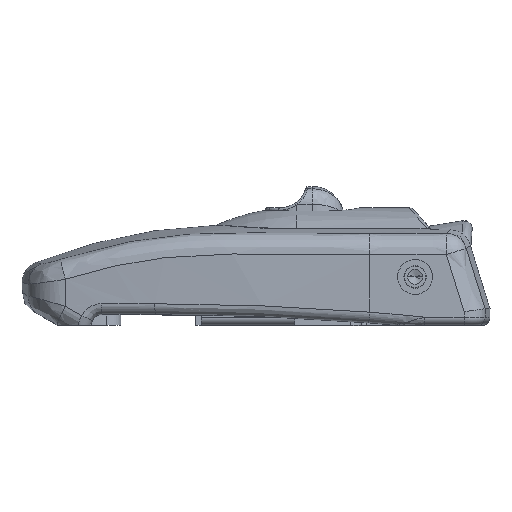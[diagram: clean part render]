
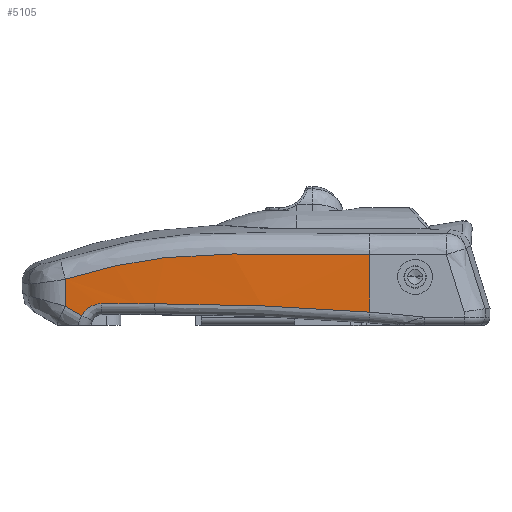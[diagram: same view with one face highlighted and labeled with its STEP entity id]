
A CAD part, top view. The second image highlights one B-rep face of the part: STEP entity #5105.
In plain terms, the highlighted cylindrical face has radius 500 mm (diameter 1000 mm), a partial arc.
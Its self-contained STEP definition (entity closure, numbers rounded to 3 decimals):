
#1028 = CIRCLE ( 'NONE', #1031, 500. ) ;
#1031 = AXIS2_PLACEMENT_3D ( 'NONE', #1721, #1722, #1723 ) ;
#1032 = VECTOR ( 'NONE', #1731, 1000. ) ;
#1634 = CARTESIAN_POINT ( 'NONE',  ( -62.299, -7.224, 22.097 ) ) ;
#1635 = CARTESIAN_POINT ( 'NONE',  ( -62.132, -6.888, 22.115 ) ) ;
#1636 = CARTESIAN_POINT ( 'NONE',  ( -61.922, -6.583, 22.138 ) ) ;
#1637 = CARTESIAN_POINT ( 'NONE',  ( -61.546, -6.171, 22.178 ) ) ;
#1638 = CARTESIAN_POINT ( 'NONE',  ( -61.41, -6.041, 22.193 ) ) ;
#1639 = CARTESIAN_POINT ( 'NONE',  ( -61.124, -5.805, 22.223 ) ) ;
#1640 = CARTESIAN_POINT ( 'NONE',  ( -60.974, -5.697, 22.239 ) ) ;
#1641 = CARTESIAN_POINT ( 'NONE',  ( -60.502, -5.406, 22.289 ) ) ;
#1642 = CARTESIAN_POINT ( 'NONE',  ( -60.156, -5.254, 22.325 ) ) ;
#1643 = CARTESIAN_POINT ( 'NONE',  ( -59.446, -5.052, 22.398 ) ) ;
#1644 = CARTESIAN_POINT ( 'NONE',  ( -59.075, -5., 22.436 ) ) ;
#1645 = CARTESIAN_POINT ( 'NONE',  ( -58.701, -5., 22.473 ) ) ;
#1689 = CARTESIAN_POINT ( 'NONE',  ( -65.368, -5.482, 21.756 ) ) ;
#1690 = CARTESIAN_POINT ( 'NONE',  ( -64.345, -6.062, 21.873 ) ) ;
#1691 = CARTESIAN_POINT ( 'NONE',  ( -63.322, -6.643, 21.986 ) ) ;
#1692 = CARTESIAN_POINT ( 'NONE',  ( -62.299, -7.224, 22.097 ) ) ;
#1693 = CARTESIAN_POINT ( 'NONE',  ( -8.5, 4.212, 25. ) ) ;
#1694 = CARTESIAN_POINT ( 'NONE',  ( -13.308, 4.212, 25. ) ) ;
#1695 = CARTESIAN_POINT ( 'NONE',  ( -18.113, 4.222, 24.931 ) ) ;
#1696 = CARTESIAN_POINT ( 'NONE',  ( -25.319, 4.252, 24.723 ) ) ;
#1697 = CARTESIAN_POINT ( 'NONE',  ( -27.72, 4.264, 24.636 ) ) ;
#1698 = CARTESIAN_POINT ( 'NONE',  ( -31.321, 4.286, 24.48 ) ) ;
#1699 = CARTESIAN_POINT ( 'NONE',  ( -32.522, 4.294, 24.424 ) ) ;
#1700 = CARTESIAN_POINT ( 'NONE',  ( -34.322, 4.306, 24.333 ) ) ;
#1701 = CARTESIAN_POINT ( 'NONE',  ( -34.922, 4.311, 24.302 ) ) ;
#1702 = CARTESIAN_POINT ( 'NONE',  ( -36.122, 4.306, 24.237 ) ) ;
#1703 = CARTESIAN_POINT ( 'NONE',  ( -36.722, 4.299, 24.203 ) ) ;
#1704 = CARTESIAN_POINT ( 'NONE',  ( -42.119, 4.18, 23.892 ) ) ;
#1705 = CARTESIAN_POINT ( 'NONE',  ( -46.853, 3.732, 23.549 ) ) ;
#1706 = CARTESIAN_POINT ( 'NONE',  ( -56.202, 2.171, 22.741 ) ) ;
#1707 = CARTESIAN_POINT ( 'NONE',  ( -60.816, 1.057, 22.277 ) ) ;
#1708 = CARTESIAN_POINT ( 'NONE',  ( -65.368, -0.404, 21.756 ) ) ;
#1721 = CARTESIAN_POINT ( 'NONE',  ( -8.5, -5., -475. ) ) ;
#1722 = DIRECTION ( 'NONE',  ( 0., 1., 0. ) ) ;
#1723 = DIRECTION ( 'NONE',  ( 0., 0., 1. ) ) ;
#1724 = CARTESIAN_POINT ( 'NONE',  ( -48.661, -5., 23.384 ) ) ;
#1725 = CARTESIAN_POINT ( 'NONE',  ( -41.973, -4.997, 23.923 ) ) ;
#1726 = CARTESIAN_POINT ( 'NONE',  ( -35.275, -5.126, 24.328 ) ) ;
#1727 = CARTESIAN_POINT ( 'NONE',  ( -21.882, -5.651, 24.866 ) ) ;
#1728 = CARTESIAN_POINT ( 'NONE',  ( -15.189, -6.047, 25. ) ) ;
#1729 = CARTESIAN_POINT ( 'NONE',  ( -8.5, -6.576, 25. ) ) ;
#1730 = CARTESIAN_POINT ( 'NONE',  ( -65.368, 11., 21.756 ) ) ;
#1731 = DIRECTION ( 'NONE',  ( 0., -1., 0. ) ) ;
#3272 = VERTEX_POINT ( 'NONE', #14953 ) ;
#3470 = CARTESIAN_POINT ( 'NONE',  ( -8.5, -6.576, 25. ) ) ;
#3624 = CARTESIAN_POINT ( 'NONE',  ( -65.368, -5.482, 21.756 ) ) ;
#3627 = CARTESIAN_POINT ( 'NONE',  ( -58.701, -5., 22.473 ) ) ;
#3632 = CARTESIAN_POINT ( 'NONE',  ( -62.299, -7.224, 22.097 ) ) ;
#3633 = CARTESIAN_POINT ( 'NONE',  ( -48.661, -5., 23.384 ) ) ;
#3994 = AXIS2_PLACEMENT_3D ( 'NONE', #6350, #6241, #6262 ) ;
#4869 = ORIENTED_EDGE ( 'NONE', *, *, #15493, .T. ) ;
#4885 = ORIENTED_EDGE ( 'NONE', *, *, #15497, .T. ) ;
#4896 = ORIENTED_EDGE ( 'NONE', *, *, #15496, .T. ) ;
#4898 = ORIENTED_EDGE ( 'NONE', *, *, #15058, .F. ) ;
#4900 = ORIENTED_EDGE ( 'NONE', *, *, #15473, .T. ) ;
#4901 = ORIENTED_EDGE ( 'NONE', *, *, #15495, .T. ) ;
#4909 = ORIENTED_EDGE ( 'NONE', *, *, #15492, .T. ) ;
#5105 = ADVANCED_FACE ( 'NONE', ( #9167 ), #9168, .T. ) ;
#6241 = DIRECTION ( 'NONE',  ( 0., -1., 0. ) ) ;
#6262 = DIRECTION ( 'NONE',  ( 0., 0., -1. ) ) ;
#6350 = CARTESIAN_POINT ( 'NONE',  ( -8.5, 11., -475. ) ) ;
#6818 = VERTEX_POINT ( 'NONE', #3470 ) ;
#7406 = VERTEX_POINT ( 'NONE', #3633 ) ;
#7420 = VERTEX_POINT ( 'NONE', #3632 ) ;
#7432 = VERTEX_POINT ( 'NONE', #3624 ) ;
#7435 = VERTEX_POINT ( 'NONE', #3627 ) ;
#7533 = VERTEX_POINT ( 'NONE', #13974 ) ;
#9167 = FACE_OUTER_BOUND ( 'NONE', #12293, .T. ) ;
#9168 = CYLINDRICAL_SURFACE ( 'NONE', #3994, 500. ) ;
#12293 = EDGE_LOOP ( 'NONE', ( #4909, #4900, #4901, #4896, #4898, #4869, #4885 ) ) ;
#13974 = CARTESIAN_POINT ( 'NONE',  ( -65.368, -0.404, 21.756 ) ) ;
#14953 = CARTESIAN_POINT ( 'NONE',  ( -8.5, 4.212, 25. ) ) ;
#15058 = EDGE_CURVE ( 'NONE', #3272, #6818, #19580, .T. ) ;
#15473 = EDGE_CURVE ( 'NONE', #7420, #7435, #16174, .T. ) ;
#15492 = EDGE_CURVE ( 'NONE', #7432, #7420, #15826, .T. ) ;
#15493 = EDGE_CURVE ( 'NONE', #3272, #7533, #16175, .T. ) ;
#15495 = EDGE_CURVE ( 'NONE', #7435, #7406, #1028, .T. ) ;
#15496 = EDGE_CURVE ( 'NONE', #7406, #6818, #16177, .T. ) ;
#15497 = EDGE_CURVE ( 'NONE', #7533, #7432, #20021, .T. ) ;
#15826 =( BOUNDED_CURVE ( )  B_SPLINE_CURVE ( 3, ( #1689, #1690, #1691, #1692 ),
 .UNSPECIFIED., .F., .T. ) 
 B_SPLINE_CURVE_WITH_KNOTS ( ( 4, 4 ),
 ( 4.598, 4.605 ),
 .UNSPECIFIED. ) 
 CURVE ( )  GEOMETRIC_REPRESENTATION_ITEM ( )  RATIONAL_B_SPLINE_CURVE ( ( 1., 1., 1., 1. ) ) 
 REPRESENTATION_ITEM ( '' )  );
#16174 = B_SPLINE_CURVE_WITH_KNOTS ( 'NONE', 3,
 ( #1634, #1635, #1636, #1637, #1638, #1639, #1640, #1641, #1642, #1643, #1644, #1645 ),
 .UNSPECIFIED., .F., .F.,
 ( 4, 2, 2, 2, 2, 4 ),
 ( 0., 0.001, 0.002, 0.002, 0.003, 0.004 ),
 .UNSPECIFIED. ) ;
#16175 = B_SPLINE_CURVE_WITH_KNOTS ( 'NONE', 3,
 ( #1693, #1694, #1695, #1696, #1697, #1698, #1699, #1700, #1701, #1702, #1703, #1704, #1705, #1706, #1707, #1708 ),
 .UNSPECIFIED., .F., .F.,
 ( 4, 2, 2, 2, 2, 2, 2, 4 ),
 ( 0., 0.014, 0.022, 0.025, 0.027, 0.029, 0.043, 0.058 ),
 .UNSPECIFIED. ) ;
#16177 = B_SPLINE_CURVE_WITH_KNOTS ( 'NONE', 3,
 ( #1724, #1725, #1726, #1727, #1728, #1729 ),
 .UNSPECIFIED., .F., .F.,
 ( 4, 2, 4 ),
 ( 0., 0.02, 0.04 ),
 .UNSPECIFIED. ) ;
#19090 = VECTOR ( 'NONE', #21719, 1000. ) ;
#19580 = LINE ( 'NONE', #21718, #19090 ) ;
#20021 = LINE ( 'NONE', #1730, #1032 ) ;
#21718 = CARTESIAN_POINT ( 'NONE',  ( -8.5, 11., 25. ) ) ;
#21719 = DIRECTION ( 'NONE',  ( 0., -1., 0. ) ) ;
